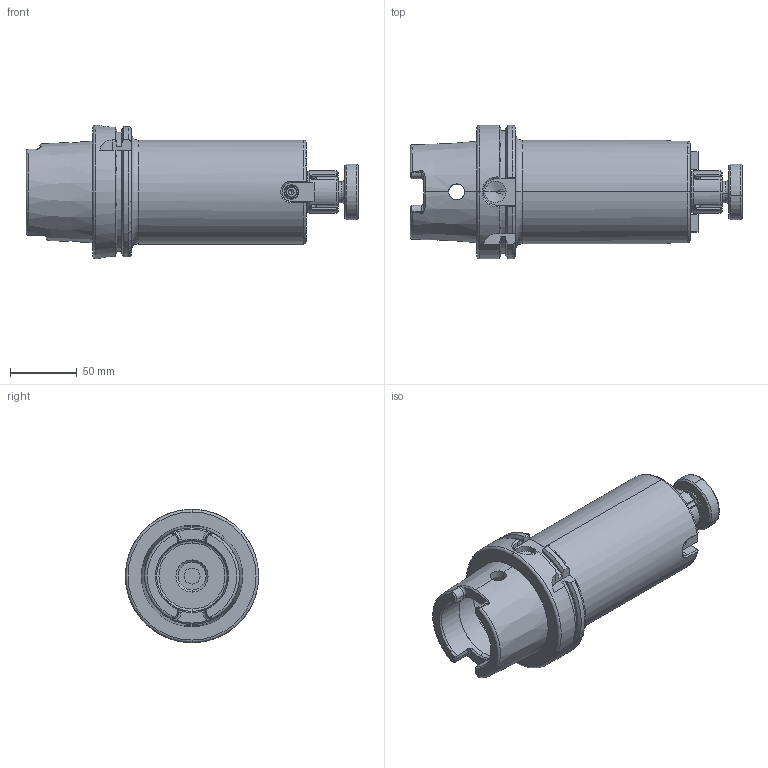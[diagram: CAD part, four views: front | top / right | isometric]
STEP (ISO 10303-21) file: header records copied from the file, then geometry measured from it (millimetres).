
FILE_DESCRIPTION (( 'STEP AP203' ), '1' );
FILE_NAME ('HSKA100 SMS32 160 D1=78TC.STEP', '2013-09-15T06:57:50', ( '' ), ( '' ), 'SwSTEP 2.0', 'SolidWorks 2009', '' );
FILE_SCHEMA (( 'CONFIG_CONTROL_DESIGN' ));
Length unit declared in the file: millimetre
Products named in the file (7): CCS-M16-32; CCS-M16-32-1; HSKA100 SMS32 160 D1=78TC; FT KEY 14 32; AS-M5X12_AS-M5X12; CCS-M16-32-2
Assembly tree (8 placements, depth 3):
  HSKA100 SMS32 160 D1=78TC
    FT KEY 14 32  x2
    AS-M5X12_AS-M5X12  x2
    CCS-M16-32
      CCS-M16-32-2
      CCS-M16-32-1
    HSKA100 SMS32 160 D1=78TC
Bounding box: 249 x 100 x 100 mm (x, y, z)
Volume: 895615.5 mm3; surface area: 103413.8 mm2
Topology: 7 solids, 7 shells, 377 faces, 914 edges, 549 vertices
Faces by surface type: plane 137, cylinder 98, cone 72, torus 39, bspline 23, sphere 8
Entity records: 12985 total; most frequent: CARTESIAN_POINT 4577, ORIENTED_EDGE 1636, DIRECTION 1537, EDGE_CURVE 818, AXIS2_PLACEMENT_3D 605, VERTEX_POINT 496, EDGE_LOOP 360, ADVANCED_FACE 335
